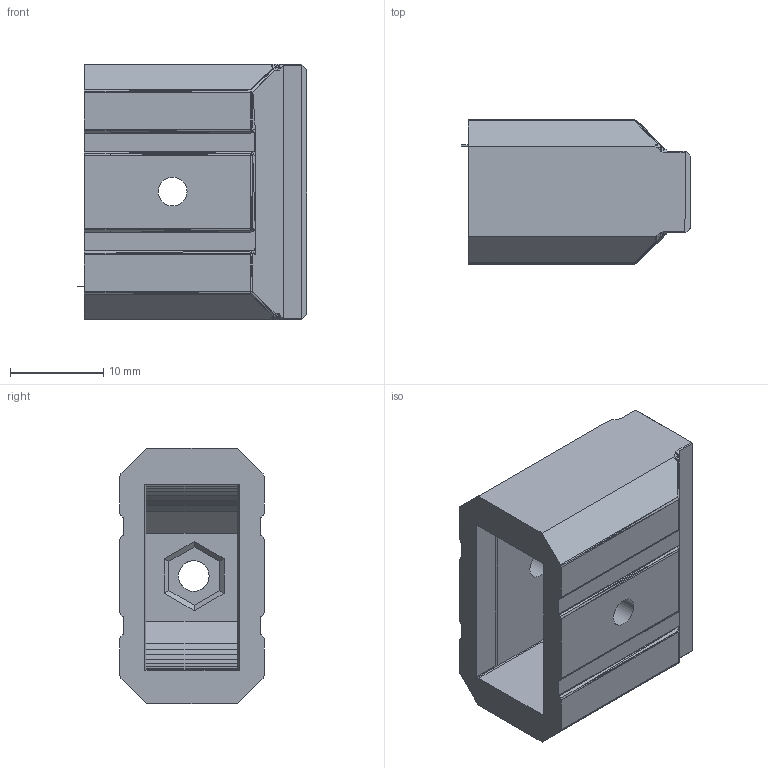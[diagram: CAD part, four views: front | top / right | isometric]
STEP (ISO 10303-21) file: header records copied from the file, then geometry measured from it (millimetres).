
FILE_DESCRIPTION(/* description */ ('STEP AP242','CAx-IF Rec.Pracs.---Representation and Presentation of Product Manufacturing Information (PMI)---4.0---2014-10-13','CAx-IF Rec.Pracs.---3D Tessellated Geometry---0.4---2014-09-14','2;1'),/* implementation_level */ '2;1');
FILE_NAME(/* name */ '633f34b5795656229abe8059',/* time_stamp */ '2022-10-06T20:04:06+00:00',/* author */ (''),/* organization */ (''),/* preprocessor_version */ 'ST-DEVELOPER v18.102',/* originating_system */ ' ',/* authorisation */ ' ');
FILE_SCHEMA (('AP242_MANAGED_MODEL_BASED_3D_ENGINEERING_MIM_LF { 1 0 10303 442 1 1 4 }'));
Length unit declared in the file: metre
Products named in the file (1): X_end_tensioner v1
Bounding box: 24.67 x 15.5 x 27.5 mm (x, y, z)
Volume: 5465.8 mm3; surface area: 3655.7 mm2
Topology: 1 solids, 1 shells, 416 faces, 866 edges, 454 vertices
Faces by surface type: plane 413, cylinder 3
Full cylindrical faces by diameter (mm): 3.1 x2, 3.3 x1
Entity records: 10342 total; most frequent: CARTESIAN_POINT 1780, ORIENTED_EDGE 1724, DIRECTION 1686, EDGE_CURVE 862, LINE 840, VECTOR 840, VERTEX_POINT 453, EDGE_LOOP 427
